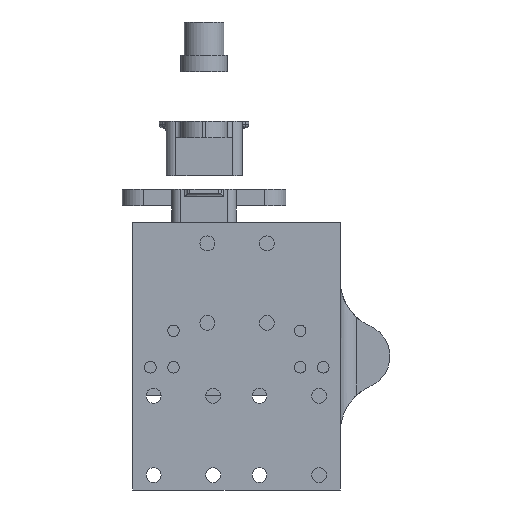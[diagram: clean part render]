
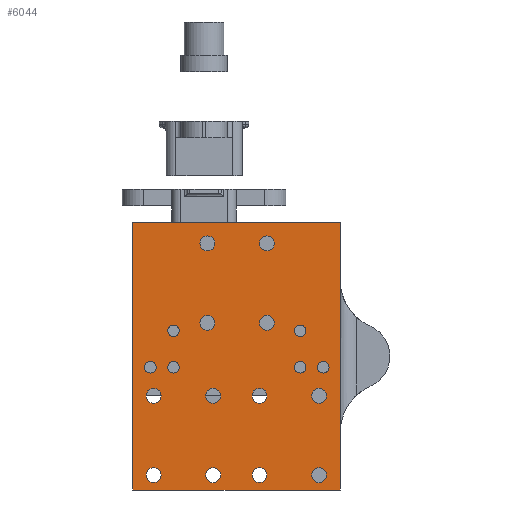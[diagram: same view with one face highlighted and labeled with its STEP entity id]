
A CAD part, front view. The second image highlights one B-rep face of the part: STEP entity #6044.
In plain terms, the highlighted planar face has unit normal (0, -1, 0).
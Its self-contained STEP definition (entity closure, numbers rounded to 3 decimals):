
#270=FACE_BOUND('',#1095,.T.);
#271=FACE_BOUND('',#1096,.T.);
#272=FACE_BOUND('',#1097,.T.);
#273=FACE_BOUND('',#1098,.T.);
#274=FACE_BOUND('',#1099,.T.);
#275=FACE_BOUND('',#1100,.T.);
#276=FACE_BOUND('',#1101,.T.);
#277=FACE_BOUND('',#1102,.T.);
#278=FACE_BOUND('',#1103,.T.);
#279=FACE_BOUND('',#1104,.T.);
#280=FACE_BOUND('',#1105,.T.);
#281=FACE_BOUND('',#1106,.T.);
#282=FACE_BOUND('',#1107,.T.);
#283=FACE_BOUND('',#1108,.T.);
#284=FACE_BOUND('',#1109,.T.);
#285=FACE_BOUND('',#1110,.T.);
#286=FACE_BOUND('',#1111,.T.);
#287=FACE_BOUND('',#1112,.T.);
#369=CIRCLE('',#6446,2.25);
#370=CIRCLE('',#6447,2.25);
#371=CIRCLE('',#6448,2.25);
#372=CIRCLE('',#6449,2.25);
#373=CIRCLE('',#6450,2.25);
#374=CIRCLE('',#6451,2.25);
#375=CIRCLE('',#6452,1.75);
#376=CIRCLE('',#6453,1.75);
#377=CIRCLE('',#6454,2.25);
#378=CIRCLE('',#6455,2.25);
#379=CIRCLE('',#6456,2.25);
#380=CIRCLE('',#6457,2.25);
#381=CIRCLE('',#6458,2.25);
#382=CIRCLE('',#6459,1.75);
#383=CIRCLE('',#6460,1.75);
#384=CIRCLE('',#6461,1.75);
#385=CIRCLE('',#6462,1.75);
#386=CIRCLE('',#6463,2.25);
#715=FACE_OUTER_BOUND('',#1094,.T.);
#1094=EDGE_LOOP('',(#4058,#4059,#4060,#4061));
#1095=EDGE_LOOP('',(#4062));
#1096=EDGE_LOOP('',(#4063));
#1097=EDGE_LOOP('',(#4064));
#1098=EDGE_LOOP('',(#4065));
#1099=EDGE_LOOP('',(#4066));
#1100=EDGE_LOOP('',(#4067));
#1101=EDGE_LOOP('',(#4068));
#1102=EDGE_LOOP('',(#4069));
#1103=EDGE_LOOP('',(#4070));
#1104=EDGE_LOOP('',(#4071));
#1105=EDGE_LOOP('',(#4072));
#1106=EDGE_LOOP('',(#4073));
#1107=EDGE_LOOP('',(#4074));
#1108=EDGE_LOOP('',(#4075));
#1109=EDGE_LOOP('',(#4076));
#1110=EDGE_LOOP('',(#4077));
#1111=EDGE_LOOP('',(#4078));
#1112=EDGE_LOOP('',(#4079));
#1572=LINE('',#9104,#2074);
#1573=LINE('',#9106,#2075);
#1574=LINE('',#9108,#2076);
#1575=LINE('',#9109,#2077);
#2074=VECTOR('',#7166,10.);
#2075=VECTOR('',#7167,10.);
#2076=VECTOR('',#7168,10.);
#2077=VECTOR('',#7169,10.);
#2576=VERTEX_POINT('',#9102);
#2577=VERTEX_POINT('',#9103);
#2578=VERTEX_POINT('',#9105);
#2579=VERTEX_POINT('',#9107);
#2580=VERTEX_POINT('',#9110);
#2581=VERTEX_POINT('',#9112);
#2582=VERTEX_POINT('',#9114);
#2583=VERTEX_POINT('',#9116);
#2584=VERTEX_POINT('',#9118);
#2585=VERTEX_POINT('',#9120);
#2586=VERTEX_POINT('',#9122);
#2587=VERTEX_POINT('',#9124);
#2588=VERTEX_POINT('',#9126);
#2589=VERTEX_POINT('',#9128);
#2590=VERTEX_POINT('',#9130);
#2591=VERTEX_POINT('',#9132);
#2592=VERTEX_POINT('',#9134);
#2593=VERTEX_POINT('',#9136);
#2594=VERTEX_POINT('',#9138);
#2595=VERTEX_POINT('',#9140);
#2596=VERTEX_POINT('',#9142);
#2597=VERTEX_POINT('',#9144);
#3160=EDGE_CURVE('',#2576,#2577,#1572,.T.);
#3161=EDGE_CURVE('',#2578,#2576,#1573,.T.);
#3162=EDGE_CURVE('',#2579,#2578,#1574,.T.);
#3163=EDGE_CURVE('',#2577,#2579,#1575,.T.);
#3164=EDGE_CURVE('',#2580,#2580,#369,.T.);
#3165=EDGE_CURVE('',#2581,#2581,#370,.T.);
#3166=EDGE_CURVE('',#2582,#2582,#371,.T.);
#3167=EDGE_CURVE('',#2583,#2583,#372,.T.);
#3168=EDGE_CURVE('',#2584,#2584,#373,.T.);
#3169=EDGE_CURVE('',#2585,#2585,#374,.T.);
#3170=EDGE_CURVE('',#2586,#2586,#375,.T.);
#3171=EDGE_CURVE('',#2587,#2587,#376,.T.);
#3172=EDGE_CURVE('',#2588,#2588,#377,.T.);
#3173=EDGE_CURVE('',#2589,#2589,#378,.T.);
#3174=EDGE_CURVE('',#2590,#2590,#379,.T.);
#3175=EDGE_CURVE('',#2591,#2591,#380,.T.);
#3176=EDGE_CURVE('',#2592,#2592,#381,.T.);
#3177=EDGE_CURVE('',#2593,#2593,#382,.T.);
#3178=EDGE_CURVE('',#2594,#2594,#383,.T.);
#3179=EDGE_CURVE('',#2595,#2595,#384,.T.);
#3180=EDGE_CURVE('',#2596,#2596,#385,.T.);
#3181=EDGE_CURVE('',#2597,#2597,#386,.T.);
#4058=ORIENTED_EDGE('',*,*,#3160,.F.);
#4059=ORIENTED_EDGE('',*,*,#3161,.F.);
#4060=ORIENTED_EDGE('',*,*,#3162,.F.);
#4061=ORIENTED_EDGE('',*,*,#3163,.F.);
#4062=ORIENTED_EDGE('',*,*,#3164,.F.);
#4063=ORIENTED_EDGE('',*,*,#3165,.F.);
#4064=ORIENTED_EDGE('',*,*,#3166,.F.);
#4065=ORIENTED_EDGE('',*,*,#3167,.F.);
#4066=ORIENTED_EDGE('',*,*,#3168,.F.);
#4067=ORIENTED_EDGE('',*,*,#3169,.F.);
#4068=ORIENTED_EDGE('',*,*,#3170,.F.);
#4069=ORIENTED_EDGE('',*,*,#3171,.F.);
#4070=ORIENTED_EDGE('',*,*,#3172,.F.);
#4071=ORIENTED_EDGE('',*,*,#3173,.F.);
#4072=ORIENTED_EDGE('',*,*,#3174,.F.);
#4073=ORIENTED_EDGE('',*,*,#3175,.F.);
#4074=ORIENTED_EDGE('',*,*,#3176,.F.);
#4075=ORIENTED_EDGE('',*,*,#3177,.F.);
#4076=ORIENTED_EDGE('',*,*,#3178,.F.);
#4077=ORIENTED_EDGE('',*,*,#3179,.F.);
#4078=ORIENTED_EDGE('',*,*,#3180,.F.);
#4079=ORIENTED_EDGE('',*,*,#3181,.F.);
#5854=PLANE('',#6445);
#6044=ADVANCED_FACE('',(#715,#270,#271,#272,#273,#274,#275,#276,#277,#278,
#279,#280,#281,#282,#283,#284,#285,#286,#287),#5854,.F.);
#6445=AXIS2_PLACEMENT_3D('',#9101,#7164,#7165);
#6446=AXIS2_PLACEMENT_3D('',#9111,#7170,#7171);
#6447=AXIS2_PLACEMENT_3D('',#9113,#7172,#7173);
#6448=AXIS2_PLACEMENT_3D('',#9115,#7174,#7175);
#6449=AXIS2_PLACEMENT_3D('',#9117,#7176,#7177);
#6450=AXIS2_PLACEMENT_3D('',#9119,#7178,#7179);
#6451=AXIS2_PLACEMENT_3D('',#9121,#7180,#7181);
#6452=AXIS2_PLACEMENT_3D('',#9123,#7182,#7183);
#6453=AXIS2_PLACEMENT_3D('',#9125,#7184,#7185);
#6454=AXIS2_PLACEMENT_3D('',#9127,#7186,#7187);
#6455=AXIS2_PLACEMENT_3D('',#9129,#7188,#7189);
#6456=AXIS2_PLACEMENT_3D('',#9131,#7190,#7191);
#6457=AXIS2_PLACEMENT_3D('',#9133,#7192,#7193);
#6458=AXIS2_PLACEMENT_3D('',#9135,#7194,#7195);
#6459=AXIS2_PLACEMENT_3D('',#9137,#7196,#7197);
#6460=AXIS2_PLACEMENT_3D('',#9139,#7198,#7199);
#6461=AXIS2_PLACEMENT_3D('',#9141,#7200,#7201);
#6462=AXIS2_PLACEMENT_3D('',#9143,#7202,#7203);
#6463=AXIS2_PLACEMENT_3D('',#9145,#7204,#7205);
#7164=DIRECTION('center_axis',(0.,1.,0.));
#7165=DIRECTION('ref_axis',(1.,0.,0.));
#7166=DIRECTION('',(1.,0.,0.));
#7167=DIRECTION('',(0.,0.,1.));
#7168=DIRECTION('',(-1.,0.,0.));
#7169=DIRECTION('',(0.,0.,-1.));
#7170=DIRECTION('center_axis',(0.,-1.,0.));
#7171=DIRECTION('ref_axis',(1.,0.,0.));
#7172=DIRECTION('center_axis',(0.,-1.,0.));
#7173=DIRECTION('ref_axis',(1.,0.,0.));
#7174=DIRECTION('center_axis',(0.,-1.,0.));
#7175=DIRECTION('ref_axis',(1.,0.,0.));
#7176=DIRECTION('center_axis',(0.,-1.,0.));
#7177=DIRECTION('ref_axis',(1.,0.,0.));
#7178=DIRECTION('center_axis',(0.,-1.,0.));
#7179=DIRECTION('ref_axis',(1.,0.,0.));
#7180=DIRECTION('center_axis',(0.,-1.,0.));
#7181=DIRECTION('ref_axis',(1.,0.,0.));
#7182=DIRECTION('center_axis',(0.,-1.,0.));
#7183=DIRECTION('ref_axis',(1.,0.,0.));
#7184=DIRECTION('center_axis',(0.,-1.,0.));
#7185=DIRECTION('ref_axis',(1.,0.,0.));
#7186=DIRECTION('center_axis',(0.,-1.,0.));
#7187=DIRECTION('ref_axis',(1.,0.,0.));
#7188=DIRECTION('center_axis',(0.,-1.,0.));
#7189=DIRECTION('ref_axis',(1.,0.,0.));
#7190=DIRECTION('center_axis',(0.,-1.,0.));
#7191=DIRECTION('ref_axis',(1.,0.,0.));
#7192=DIRECTION('center_axis',(0.,-1.,0.));
#7193=DIRECTION('ref_axis',(1.,0.,0.));
#7194=DIRECTION('center_axis',(0.,-1.,0.));
#7195=DIRECTION('ref_axis',(1.,0.,0.));
#7196=DIRECTION('center_axis',(0.,-1.,0.));
#7197=DIRECTION('ref_axis',(1.,0.,0.));
#7198=DIRECTION('center_axis',(0.,-1.,0.));
#7199=DIRECTION('ref_axis',(1.,0.,0.));
#7200=DIRECTION('center_axis',(0.,-1.,0.));
#7201=DIRECTION('ref_axis',(1.,0.,0.));
#7202=DIRECTION('center_axis',(0.,-1.,0.));
#7203=DIRECTION('ref_axis',(1.,0.,0.));
#7204=DIRECTION('center_axis',(0.,-1.,0.));
#7205=DIRECTION('ref_axis',(1.,0.,0.));
#9101=CARTESIAN_POINT('Origin',(-0.512,-10.,-0.098));
#9102=CARTESIAN_POINT('',(-31.839,-10.,40.317));
#9103=CARTESIAN_POINT('',(30.815,-10.,40.317));
#9104=CARTESIAN_POINT('',(-16.176,-10.,40.317));
#9105=CARTESIAN_POINT('',(-31.839,-10.,-40.513));
#9106=CARTESIAN_POINT('',(-31.839,-10.,-20.305));
#9107=CARTESIAN_POINT('',(30.815,-10.,-40.513));
#9108=CARTESIAN_POINT('',(15.151,-10.,-40.513));
#9109=CARTESIAN_POINT('',(30.815,-10.,20.11));
#9110=CARTESIAN_POINT('',(4.183,-10.,-36.036));
#9111=CARTESIAN_POINT('Origin',(6.433,-10.,-36.036));
#9112=CARTESIAN_POINT('',(-27.817,-10.,-12.036));
#9113=CARTESIAN_POINT('Origin',(-25.567,-10.,-12.036));
#9114=CARTESIAN_POINT('',(22.183,-10.,-36.036));
#9115=CARTESIAN_POINT('Origin',(24.433,-10.,-36.036));
#9116=CARTESIAN_POINT('',(-27.817,-10.,-36.036));
#9117=CARTESIAN_POINT('Origin',(-25.567,-10.,-36.036));
#9118=CARTESIAN_POINT('',(4.183,-10.,-12.036));
#9119=CARTESIAN_POINT('Origin',(6.433,-10.,-12.036));
#9120=CARTESIAN_POINT('',(-9.817,-10.,-36.036));
#9121=CARTESIAN_POINT('Origin',(-7.567,-10.,-36.036));
#9122=CARTESIAN_POINT('',(16.954,-10.,-3.431));
#9123=CARTESIAN_POINT('Origin',(18.704,-10.,-3.431));
#9124=CARTESIAN_POINT('',(-21.296,-10.,7.569));
#9125=CARTESIAN_POINT('Origin',(-19.546,-10.,7.569));
#9126=CARTESIAN_POINT('',(-11.556,-10.,10.018));
#9127=CARTESIAN_POINT('Origin',(-9.306,-10.,10.018));
#9128=CARTESIAN_POINT('',(-11.556,-10.,34.018));
#9129=CARTESIAN_POINT('Origin',(-9.306,-10.,34.018));
#9130=CARTESIAN_POINT('',(6.444,-10.,34.018));
#9131=CARTESIAN_POINT('Origin',(8.694,-10.,34.018));
#9132=CARTESIAN_POINT('',(6.444,-10.,10.018));
#9133=CARTESIAN_POINT('Origin',(8.694,-10.,10.018));
#9134=CARTESIAN_POINT('',(22.183,-10.,-12.036));
#9135=CARTESIAN_POINT('Origin',(24.433,-10.,-12.036));
#9136=CARTESIAN_POINT('',(-21.296,-10.,-3.431));
#9137=CARTESIAN_POINT('Origin',(-19.546,-10.,-3.431));
#9138=CARTESIAN_POINT('',(16.954,-10.,7.569));
#9139=CARTESIAN_POINT('Origin',(18.704,-10.,7.569));
#9140=CARTESIAN_POINT('',(-28.296,-10.,-3.431));
#9141=CARTESIAN_POINT('Origin',(-26.546,-10.,-3.431));
#9142=CARTESIAN_POINT('',(23.954,-10.,-3.431));
#9143=CARTESIAN_POINT('Origin',(25.704,-10.,-3.431));
#9144=CARTESIAN_POINT('',(-9.817,-10.,-12.036));
#9145=CARTESIAN_POINT('Origin',(-7.567,-10.,-12.036));
